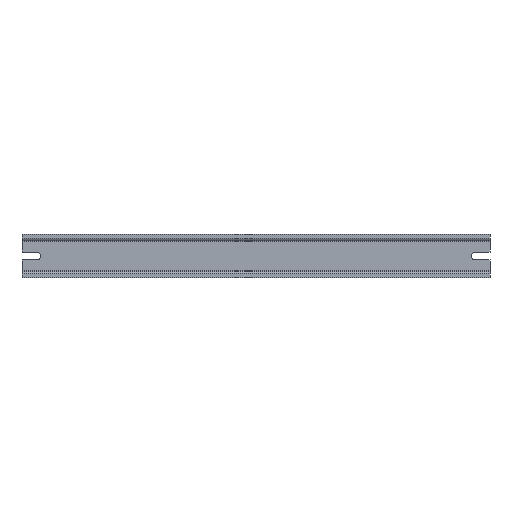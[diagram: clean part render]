
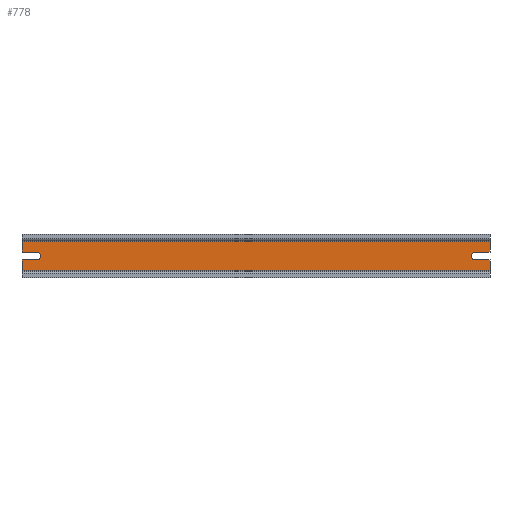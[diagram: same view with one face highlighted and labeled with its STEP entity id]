
A CAD part, top view. The second image highlights one B-rep face of the part: STEP entity #778.
In plain terms, the highlighted planar face has unit normal (0, 0, 1).
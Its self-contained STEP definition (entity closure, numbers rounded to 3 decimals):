
#696=AXIS2_PLACEMENT_3D('Plane Axis2P3D',#693,#694,#695) ;
#709=AXIS2_PLACEMENT_3D('Circle Axis2P3D',#707,#708,$) ;
#742=AXIS2_PLACEMENT_3D('Circle Axis2P3D',#740,#741,$) ;
#297=CARTESIAN_POINT('Vertex',(0.,29.2,1.)) ;
#300=CARTESIAN_POINT('Line Origine',(375.,29.2,1.)) ;
#304=CARTESIAN_POINT('Vertex',(375.,29.2,1.)) ;
#399=CARTESIAN_POINT('Vertex',(0.,5.8,1.)) ;
#415=CARTESIAN_POINT('Vertex',(375.,5.8,1.)) ;
#418=CARTESIAN_POINT('Line Origine',(375.,5.8,1.)) ;
#693=CARTESIAN_POINT('Axis2P3D Location',(375.,5.8,1.)) ;
#698=CARTESIAN_POINT('Line Origine',(5.925,20.65,1.)) ;
#702=CARTESIAN_POINT('Vertex',(11.85,20.65,1.)) ;
#704=CARTESIAN_POINT('Vertex',(0.,20.65,1.)) ;
#707=CARTESIAN_POINT('Axis2P3D Location',(11.85,17.5,1.)) ;
#711=CARTESIAN_POINT('Vertex',(11.85,14.35,1.)) ;
#714=CARTESIAN_POINT('Line Origine',(5.925,14.35,1.)) ;
#718=CARTESIAN_POINT('Vertex',(0.,14.35,1.)) ;
#721=CARTESIAN_POINT('Line Origine',(0.,10.075,1.)) ;
#726=CARTESIAN_POINT('Line Origine',(375.,10.075,1.)) ;
#730=CARTESIAN_POINT('Vertex',(375.,14.35,1.)) ;
#733=CARTESIAN_POINT('Line Origine',(369.075,14.35,1.)) ;
#737=CARTESIAN_POINT('Vertex',(363.15,14.35,1.)) ;
#740=CARTESIAN_POINT('Axis2P3D Location',(363.15,17.5,1.)) ;
#744=CARTESIAN_POINT('Vertex',(363.15,20.65,1.)) ;
#747=CARTESIAN_POINT('Line Origine',(369.075,20.65,1.)) ;
#751=CARTESIAN_POINT('Vertex',(375.,20.65,1.)) ;
#754=CARTESIAN_POINT('Line Origine',(375.,24.925,1.)) ;
#759=CARTESIAN_POINT('Line Origine',(0.,24.925,1.)) ;
#301=DIRECTION('Vector Direction',(-1.,0.,0.)) ;
#419=DIRECTION('Vector Direction',(-1.,0.,0.)) ;
#694=DIRECTION('Axis2P3D Direction',(0.,0.,-1.)) ;
#695=DIRECTION('Axis2P3D XDirection',(-1.,0.,0.)) ;
#699=DIRECTION('Vector Direction',(1.,0.,0.)) ;
#708=DIRECTION('Axis2P3D Direction',(0.,0.,-1.)) ;
#715=DIRECTION('Vector Direction',(-1.,0.,0.)) ;
#722=DIRECTION('Vector Direction',(0.,-1.,0.)) ;
#727=DIRECTION('Vector Direction',(0.,-1.,0.)) ;
#734=DIRECTION('Vector Direction',(1.,0.,0.)) ;
#741=DIRECTION('Axis2P3D Direction',(0.,0.,-1.)) ;
#748=DIRECTION('Vector Direction',(-1.,0.,0.)) ;
#755=DIRECTION('Vector Direction',(0.,-1.,0.)) ;
#760=DIRECTION('Vector Direction',(0.,-1.,0.)) ;
#302=VECTOR('Line Direction',#301,1.) ;
#420=VECTOR('Line Direction',#419,1.) ;
#700=VECTOR('Line Direction',#699,1.) ;
#716=VECTOR('Line Direction',#715,1.) ;
#723=VECTOR('Line Direction',#722,1.) ;
#728=VECTOR('Line Direction',#727,1.) ;
#735=VECTOR('Line Direction',#734,1.) ;
#749=VECTOR('Line Direction',#748,1.) ;
#756=VECTOR('Line Direction',#755,1.) ;
#761=VECTOR('Line Direction',#760,1.) ;
#765=ORIENTED_EDGE('',*,*,#706,.F.) ;
#766=ORIENTED_EDGE('',*,*,#713,.F.) ;
#767=ORIENTED_EDGE('',*,*,#720,.F.) ;
#768=ORIENTED_EDGE('',*,*,#725,.T.) ;
#769=ORIENTED_EDGE('',*,*,#422,.F.) ;
#770=ORIENTED_EDGE('',*,*,#732,.T.) ;
#771=ORIENTED_EDGE('',*,*,#739,.F.) ;
#772=ORIENTED_EDGE('',*,*,#746,.F.) ;
#773=ORIENTED_EDGE('',*,*,#753,.F.) ;
#774=ORIENTED_EDGE('',*,*,#758,.T.) ;
#775=ORIENTED_EDGE('',*,*,#306,.T.) ;
#776=ORIENTED_EDGE('',*,*,#763,.T.) ;
#778=ADVANCED_FACE('Schnitt-Linear austragen1',(#777),#697,.F.) ;
#710=CIRCLE('generated circle',#709,3.15) ;
#743=CIRCLE('generated circle',#742,3.15) ;
#306=EDGE_CURVE('',#305,#298,#303,.T.) ;
#422=EDGE_CURVE('',#416,#400,#421,.T.) ;
#706=EDGE_CURVE('',#703,#705,#701,.F.) ;
#713=EDGE_CURVE('',#712,#703,#710,.F.) ;
#720=EDGE_CURVE('',#719,#712,#717,.F.) ;
#725=EDGE_CURVE('',#719,#400,#724,.T.) ;
#732=EDGE_CURVE('',#416,#731,#729,.F.) ;
#739=EDGE_CURVE('',#738,#731,#736,.T.) ;
#746=EDGE_CURVE('',#745,#738,#743,.F.) ;
#753=EDGE_CURVE('',#752,#745,#750,.T.) ;
#758=EDGE_CURVE('',#752,#305,#757,.F.) ;
#763=EDGE_CURVE('',#298,#705,#762,.T.) ;
#764=EDGE_LOOP('',(#765,#766,#767,#768,#769,#770,#771,#772,#773,#774,#775,#776)) ;
#777=FACE_OUTER_BOUND('',#764,.T.) ;
#303=LINE('Line',#300,#302) ;
#421=LINE('Line',#418,#420) ;
#701=LINE('Line',#698,#700) ;
#717=LINE('Line',#714,#716) ;
#724=LINE('Line',#721,#723) ;
#729=LINE('Line',#726,#728) ;
#736=LINE('Line',#733,#735) ;
#750=LINE('Line',#747,#749) ;
#757=LINE('Line',#754,#756) ;
#762=LINE('Line',#759,#761) ;
#697=PLANE('',#696) ;
#298=VERTEX_POINT('',#297) ;
#305=VERTEX_POINT('',#304) ;
#400=VERTEX_POINT('',#399) ;
#416=VERTEX_POINT('',#415) ;
#703=VERTEX_POINT('',#702) ;
#705=VERTEX_POINT('',#704) ;
#712=VERTEX_POINT('',#711) ;
#719=VERTEX_POINT('',#718) ;
#731=VERTEX_POINT('',#730) ;
#738=VERTEX_POINT('',#737) ;
#745=VERTEX_POINT('',#744) ;
#752=VERTEX_POINT('',#751) ;
